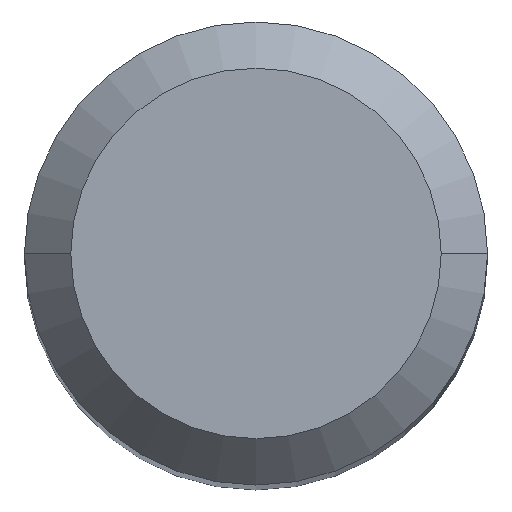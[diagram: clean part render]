
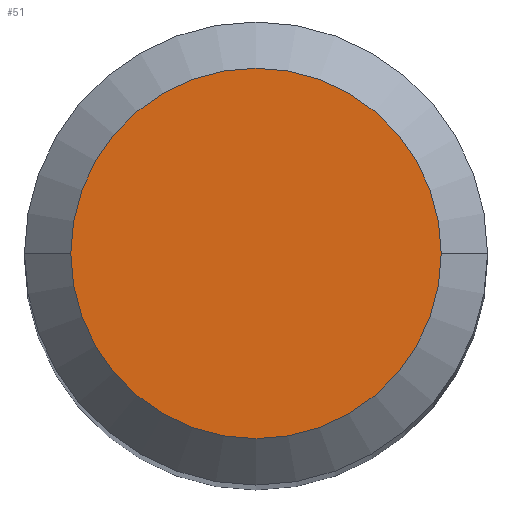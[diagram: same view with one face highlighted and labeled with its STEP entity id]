
A CAD part, top view. The second image highlights one B-rep face of the part: STEP entity #51.
In plain terms, the highlighted planar face has unit normal (0, 0, 1).
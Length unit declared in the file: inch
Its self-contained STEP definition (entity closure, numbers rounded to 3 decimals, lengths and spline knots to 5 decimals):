
#5 = VERTEX_POINT ( 'NONE', #274 ) ;
#29 = ORIENTED_EDGE ( 'NONE', *, *, #71, .T. ) ;
#51 = ADVANCED_FACE ( 'NONE', ( #226 ), #370, .F. ) ;
#55 = DIRECTION ( 'NONE',  ( 0., 0., 1. ) ) ;
#64 = CIRCLE ( 'NONE', #69, 0.09448 ) ;
#66 = ORIENTED_EDGE ( 'NONE', *, *, #408, .T. ) ;
#69 = AXIS2_PLACEMENT_3D ( 'NONE', #388, #334, #308 ) ;
#71 = EDGE_CURVE ( 'NONE', #5, #264, #354, .T. ) ;
#118 = DIRECTION ( 'NONE',  ( 0., 0., -1. ) ) ;
#171 = AXIS2_PLACEMENT_3D ( 'NONE', #304, #118, #414 ) ;
#179 = AXIS2_PLACEMENT_3D ( 'NONE', #386, #55, #209 ) ;
#209 = DIRECTION ( 'NONE',  ( 1., 0., 0. ) ) ;
#226 = FACE_OUTER_BOUND ( 'NONE', #252, .T. ) ;
#252 = EDGE_LOOP ( 'NONE', ( #66, #29 ) ) ;
#264 = VERTEX_POINT ( 'NONE', #297 ) ;
#274 = CARTESIAN_POINT ( 'NONE',  ( 0.09448, 0., 0. ) ) ;
#297 = CARTESIAN_POINT ( 'NONE',  ( -0.09448, 0., 0. ) ) ;
#304 = CARTESIAN_POINT ( 'NONE',  ( 0., 0., 0. ) ) ;
#308 = DIRECTION ( 'NONE',  ( 1., 0., 0. ) ) ;
#334 = DIRECTION ( 'NONE',  ( 0., 0., 1. ) ) ;
#354 = CIRCLE ( 'NONE', #179, 0.09448 ) ;
#370 = PLANE ( 'NONE',  #171 ) ;
#386 = CARTESIAN_POINT ( 'NONE',  ( 0., 0., 0. ) ) ;
#388 = CARTESIAN_POINT ( 'NONE',  ( 0., 0., 0. ) ) ;
#408 = EDGE_CURVE ( 'NONE', #264, #5, #64, .T. ) ;
#414 = DIRECTION ( 'NONE',  ( -1., 0., 0. ) ) ;
